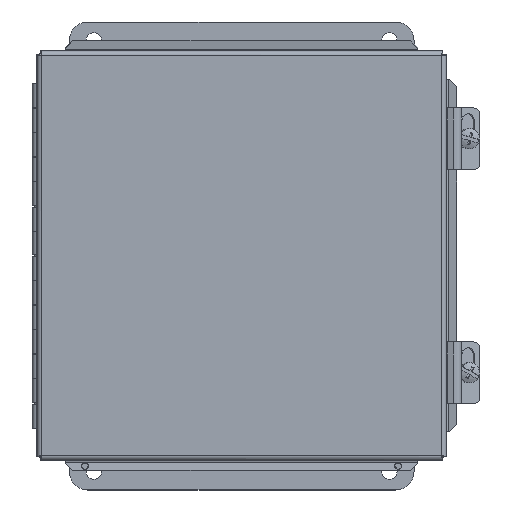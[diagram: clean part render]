
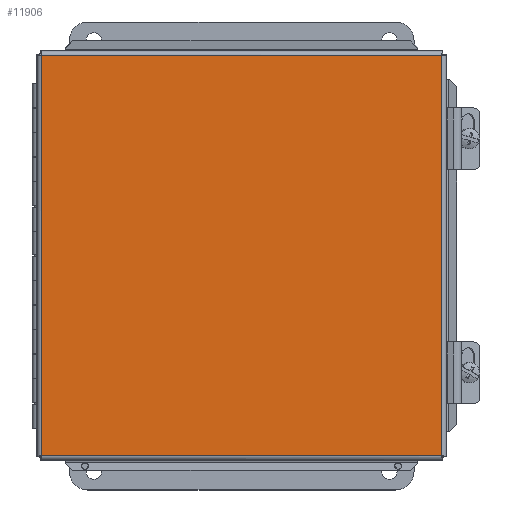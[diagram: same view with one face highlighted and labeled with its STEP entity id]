
A CAD part, top view. The second image highlights one B-rep face of the part: STEP entity #11906.
In plain terms, the highlighted face is planar.
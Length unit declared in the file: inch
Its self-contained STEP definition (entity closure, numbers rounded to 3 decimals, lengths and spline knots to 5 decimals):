
#11225=CARTESIAN_POINT('',(8.21675,0.09325,0.));
#11226=VERTEX_POINT('',#11225);
#11237=CARTESIAN_POINT('',(8.21675,8.21675,0.));
#11238=VERTEX_POINT('',#11237);
#11239=CARTESIAN_POINT('',(8.21675,8.21675,0.));
#11240=DIRECTION('',(0.0,-1.0,0.0));
#11241=VECTOR('',#11240,8.1235);
#11242=LINE('',#11239,#11241);
#11243=EDGE_CURVE('',#11238,#11226,#11242,.T.);
#11403=CARTESIAN_POINT('',(0.09325,0.09325,0.));
#11404=VERTEX_POINT('',#11403);
#11415=CARTESIAN_POINT('',(8.21675,0.09325,0.));
#11416=DIRECTION('',(-1.0,0.0,0.0));
#11417=VECTOR('',#11416,8.1235);
#11418=LINE('',#11415,#11417);
#11419=EDGE_CURVE('',#11226,#11404,#11418,.T.);
#11572=CARTESIAN_POINT('',(0.09325,8.21675,0.));
#11573=VERTEX_POINT('',#11572);
#11584=CARTESIAN_POINT('',(0.09325,0.09325,0.));
#11585=DIRECTION('',(0.0,1.0,0.0));
#11586=VECTOR('',#11585,8.1235);
#11587=LINE('',#11584,#11586);
#11588=EDGE_CURVE('',#11404,#11573,#11587,.T.);
#11751=CARTESIAN_POINT('',(0.09325,8.21675,0.));
#11752=DIRECTION('',(1.0,0.0,0.0));
#11753=VECTOR('',#11752,8.1235);
#11754=LINE('',#11751,#11753);
#11755=EDGE_CURVE('',#11573,#11238,#11754,.T.);
#11895=CARTESIAN_POINT('',(4.155,4.155,0.));
#11896=DIRECTION('',(0.0,0.0,1.0));
#11897=DIRECTION('',(1.0,0.0,0.0));
#11898=AXIS2_PLACEMENT_3D('',#11895,#11896,#11897);
#11899=PLANE('',#11898);
#11900=ORIENTED_EDGE('',*,*,#11243,.T.);
#11901=ORIENTED_EDGE('',*,*,#11419,.T.);
#11902=ORIENTED_EDGE('',*,*,#11588,.T.);
#11903=ORIENTED_EDGE('',*,*,#11755,.T.);
#11904=EDGE_LOOP('',(#11900,#11901,#11902,#11903));
#11905=FACE_OUTER_BOUND('',#11904,.T.);
#11906=ADVANCED_FACE('',(#11905),#11899,.F.);
